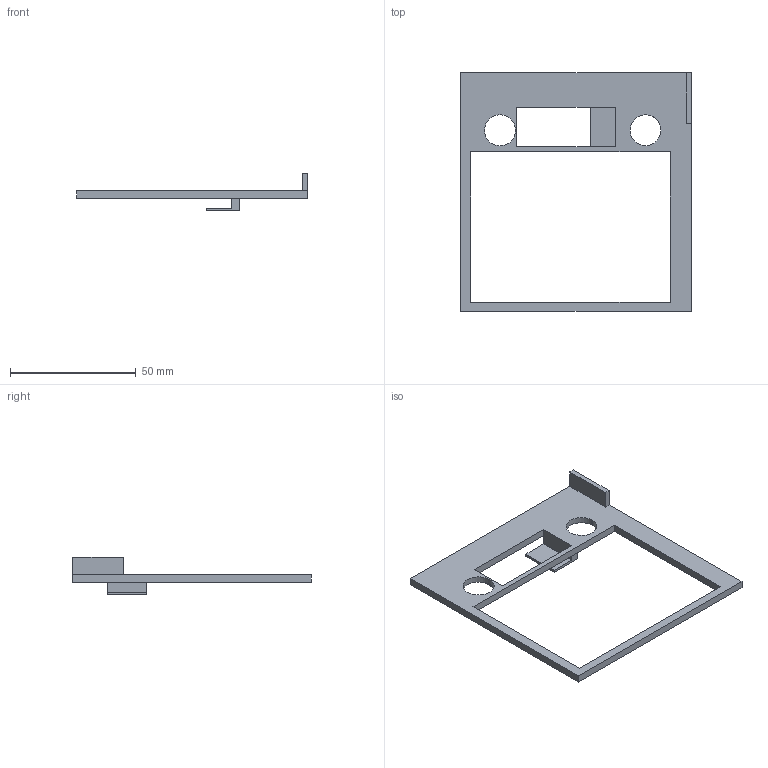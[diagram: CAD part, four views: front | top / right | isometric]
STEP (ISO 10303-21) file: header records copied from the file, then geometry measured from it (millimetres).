
FILE_DESCRIPTION(/* description */ (''),/* implementation_level */ '2;1');
FILE_NAME(/* name */ 'Case v4.step',/* time_stamp */ '2024-08-13T10:37:21-04:00',/* author */ (''),/* organization */ (''),/* preprocessor_version */ 'ST-DEVELOPER v20',/* originating_system */ 'Autodesk Translation Framework v13.14.0.145',/* authorisation */ '');
FILE_SCHEMA (('AUTOMOTIVE_DESIGN { 1 0 10303 214 3 1 1 }'));
Length unit declared in the file: millimetre
Products named in the file (1): Case
Bounding box: 92 x 95 x 15 mm (x, y, z)
Volume: 9932.4 mm3; surface area: 9599.8 mm2
Topology: 1 solids, 1 shells, 38 faces, 101 edges, 67 vertices
Faces by surface type: plane 35, cylinder 3
Full cylindrical faces by diameter (mm): 12.407 x1
Entity records: 1222 total; most frequent: CARTESIAN_POINT 207, ORIENTED_EDGE 202, DIRECTION 185, EDGE_CURVE 101, LINE 95, VECTOR 95, VERTEX_POINT 67, EDGE_LOOP 48
